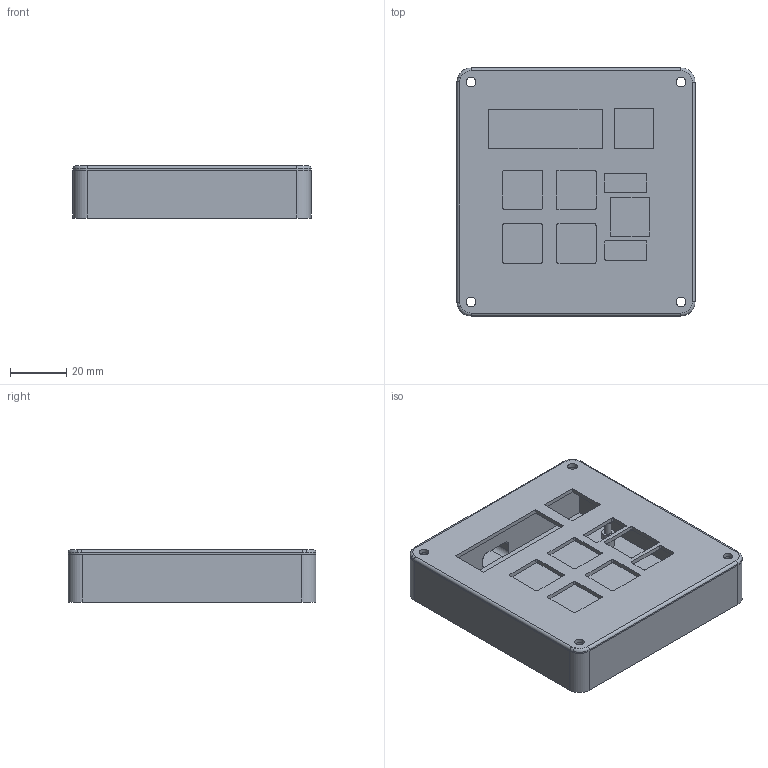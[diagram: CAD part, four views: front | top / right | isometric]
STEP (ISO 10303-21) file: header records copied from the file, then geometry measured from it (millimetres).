
FILE_DESCRIPTION(/* description */ (''),/* implementation_level */ '2;1');
FILE_NAME(/* name */ 'HACKPAD case.step',/* time_stamp */ '2025-12-16T16:36:37-06:00',/* author */ (''),/* organization */ (''),/* preprocessor_version */ 'ST-DEVELOPER v20.1',/* originating_system */ 'Autodesk Translation Framework v14.21.0.0',/* authorisation */ '');
FILE_SCHEMA (('AUTOMOTIVE_DESIGN { 1 0 10303 214 3 1 1 }'));
Length unit declared in the file: millimetre
Products named in the file (2): HACKPAD case; JUDE'S HACKPAD
Bounding box: 84.5 x 88 x 18.5 mm (x, y, z)
Volume: 69313.2 mm3; surface area: 37739.9 mm2
Topology: 2 solids, 2 shells, 326 faces, 884 edges, 586 vertices
Faces by surface type: plane 183, bspline 74, cylinder 63, torus 6
Full cylindrical faces by diameter (mm): 2.5 x2, 3.4 x8, 4.5 x2, 6 x4
Entity records: 11070 total; most frequent: CARTESIAN_POINT 3115, ORIENTED_EDGE 1768, DIRECTION 1372, EDGE_CURVE 884, LINE 598, VECTOR 598, VERTEX_POINT 586, AXIS2_PLACEMENT_3D 387
